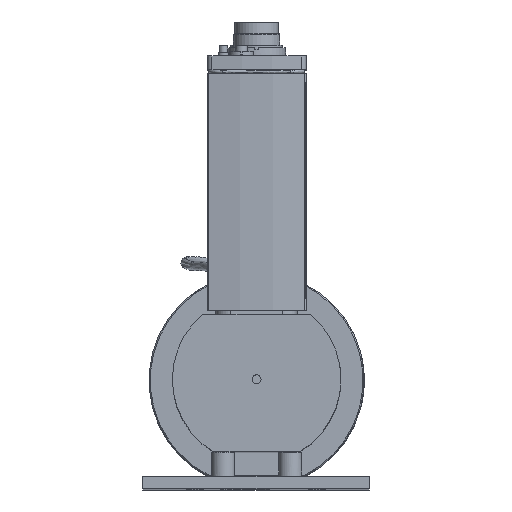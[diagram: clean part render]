
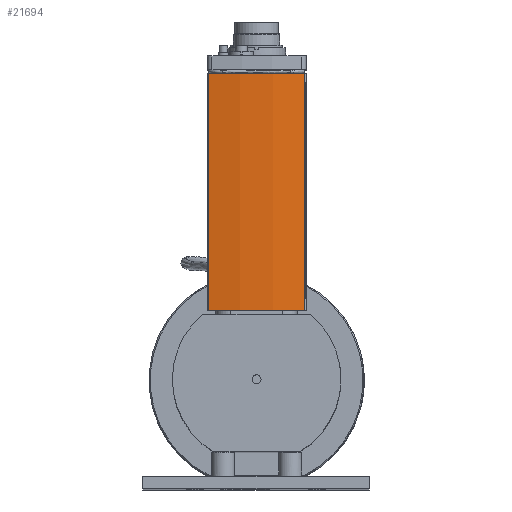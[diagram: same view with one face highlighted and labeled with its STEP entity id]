
A CAD part, top view. The second image highlights one B-rep face of the part: STEP entity #21694.
In plain terms, the highlighted cylindrical face has radius 85 mm (diameter 170 mm), a partial arc.
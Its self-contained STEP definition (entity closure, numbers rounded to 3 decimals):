
#990=CYLINDRICAL_SURFACE('',#23327,85.);
#1551=LINE('',#33490,#3037);
#1552=LINE('',#33493,#3038);
#3037=VECTOR('',#26375,81.5);
#3038=VECTOR('',#26378,81.5);
#5524=FACE_OUTER_BOUND('',#6896,.T.);
#6896=EDGE_LOOP('',(#15562,#15563,#15564,#15565));
#8357=CIRCLE('',#23040,85.);
#8471=CIRCLE('',#23266,85.);
#9394=VERTEX_POINT('',#32622);
#9395=VERTEX_POINT('',#32624);
#9644=VERTEX_POINT('',#33488);
#9645=VERTEX_POINT('',#33492);
#11485=EDGE_CURVE('',#9394,#9395,#8357,.T.);
#11832=EDGE_CURVE('',#9644,#9394,#1551,.T.);
#11833=EDGE_CURVE('',#9395,#9645,#1552,.T.);
#11836=EDGE_CURVE('',#9644,#9645,#8471,.T.);
#15562=ORIENTED_EDGE('',*,*,#11832,.F.);
#15563=ORIENTED_EDGE('',*,*,#11836,.T.);
#15564=ORIENTED_EDGE('',*,*,#11833,.F.);
#15565=ORIENTED_EDGE('',*,*,#11485,.F.);
#21694=ADVANCED_FACE('',(#5524),#990,.T.);
#23040=AXIS2_PLACEMENT_3D('',#32625,#25717,#25718);
#23266=AXIS2_PLACEMENT_3D('',#33497,#26385,#26386);
#23327=AXIS2_PLACEMENT_3D('',#33619,#26544,#26545);
#25717=DIRECTION('center_axis',(0.,1.,0.));
#25718=DIRECTION('ref_axis',(-0.2,0.,0.98));
#26375=DIRECTION('',(0.,1.,0.));
#26378=DIRECTION('',(0.,-1.,0.));
#26385=DIRECTION('center_axis',(0.,1.,0.));
#26386=DIRECTION('ref_axis',(-0.2,0.,0.98));
#26544=DIRECTION('center_axis',(0.,1.,0.));
#26545=DIRECTION('ref_axis',(-0.2,0.,0.98));
#32622=CARTESIAN_POINT('',(-30.289,12.36,65.329));
#32624=CARTESIAN_POINT('',(2.906,12.36,65.329));
#32625=CARTESIAN_POINT('Origin',(-13.691,12.36,-18.035));
#33488=CARTESIAN_POINT('',(-30.289,-69.14,65.329));
#33490=CARTESIAN_POINT('',(-30.289,-69.14,65.329));
#33492=CARTESIAN_POINT('',(2.906,-69.14,65.329));
#33493=CARTESIAN_POINT('',(2.906,-69.14,65.329));
#33497=CARTESIAN_POINT('Origin',(-13.691,-69.14,-18.035));
#33619=CARTESIAN_POINT('Origin',(-13.691,-69.14,-18.035));
